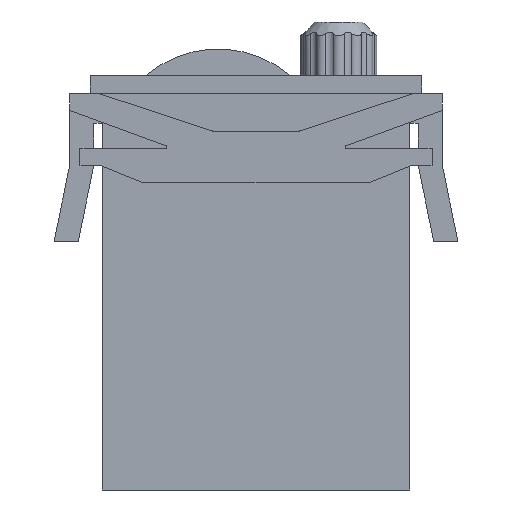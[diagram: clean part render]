
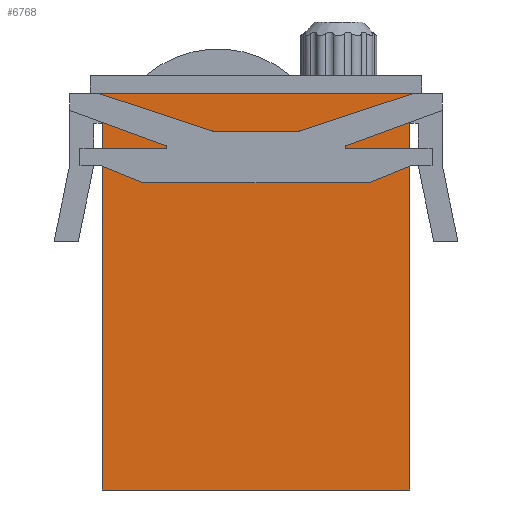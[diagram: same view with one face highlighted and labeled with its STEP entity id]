
A CAD part, left-side view. The second image highlights one B-rep face of the part: STEP entity #6768.
In plain terms, the highlighted planar face has unit normal (-1, 0, 0).
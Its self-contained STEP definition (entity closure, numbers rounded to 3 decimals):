
#477=ORIENTED_EDGE('',*,*,#1797,.F.);
#478=ORIENTED_EDGE('',*,*,#1687,.F.);
#479=ORIENTED_EDGE('',*,*,#1676,.T.);
#480=ORIENTED_EDGE('',*,*,#1850,.T.);
#1676=EDGE_CURVE('',#2407,#2409,#2893,.T.);
#1687=EDGE_CURVE('',#2407,#2419,#2904,.T.);
#1797=EDGE_CURVE('',#2419,#2525,#2990,.T.);
#1850=EDGE_CURVE('',#2409,#2525,#3016,.T.);
#2407=VERTEX_POINT('',#8871);
#2409=VERTEX_POINT('',#8875);
#2419=VERTEX_POINT('',#8896);
#2525=VERTEX_POINT('',#9120);
#2893=LINE('',#8876,#3531);
#2904=LINE('',#8898,#3542);
#2990=LINE('',#9119,#3628);
#3016=LINE('',#9348,#3654);
#3531=VECTOR('',#7467,1000.);
#3542=VECTOR('',#7480,1000.);
#3628=VECTOR('',#7626,1000.);
#3654=VECTOR('',#7718,1000.);
#4214=EDGE_LOOP('',(#477,#478,#479,#480));
#4574=FACE_BOUND('',#4214,.T.);
#4878=PLANE('',#7116);
#6768=ADVANCED_FACE('',(#4574),#4878,.T.);
#7116=AXIS2_PLACEMENT_3D('',#9347,#7716,#7717);
#7467=DIRECTION('',(0.,-1.,0.));
#7480=DIRECTION('',(0.,0.,1.));
#7626=DIRECTION('',(0.,-1.,0.));
#7716=DIRECTION('',(-1.,0.,0.));
#7717=DIRECTION('',(0.,0.,1.));
#7718=DIRECTION('',(0.,0.,1.));
#8871=CARTESIAN_POINT('',(-10.9,22.3,-57.5));
#8875=CARTESIAN_POINT('',(-10.9,-22.3,-57.5));
#8876=CARTESIAN_POINT('',(-10.9,22.3,-57.5));
#8896=CARTESIAN_POINT('',(-10.9,22.3,0.));
#8898=CARTESIAN_POINT('',(-10.9,22.3,-57.5));
#9119=CARTESIAN_POINT('',(-10.9,22.3,0.));
#9120=CARTESIAN_POINT('',(-10.9,-22.3,0.));
#9347=CARTESIAN_POINT('',(-10.9,22.3,-57.5));
#9348=CARTESIAN_POINT('',(-10.9,-22.3,-57.5));
